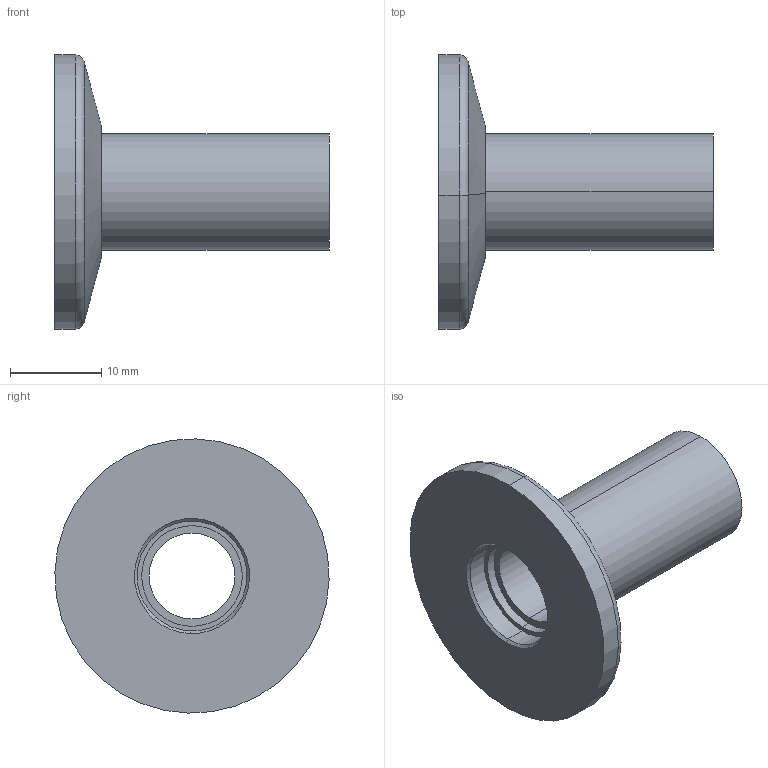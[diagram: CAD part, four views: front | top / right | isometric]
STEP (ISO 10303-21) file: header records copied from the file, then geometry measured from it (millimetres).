
FILE_DESCRIPTION (( 'STEP AP214' ), '1' );
FILE_NAME ('Hositrad_KO10-13.STEP', '2011-09-28T09:36:00', ( '' ), ( '' ), 'SwSTEP 2.0', 'SolidWorks 2011', '' );
FILE_SCHEMA (( 'AUTOMOTIVE_DESIGN' ));
Length unit declared in the file: millimetre
Products named in the file (3): Tube-all_D12.7L26,5; Hositrad_KO10-13; KF10WS-All_KF10-13
Assembly tree (2 placements, depth 2):
  Hositrad_KO10-13
    Tube-all_D12.7L26,5
    KF10WS-All_KF10-13
Bounding box: 30 x 29.99 x 29.99 mm (x, y, z)
Volume: 3886.5 mm3; surface area: 3645.1 mm2
Topology: 2 solids, 2 shells, 24 faces, 48 edges, 30 vertices
Faces by surface type: cylinder 12, plane 6, cone 4, torus 2
Entity records: 754 total; most frequent: DIRECTION 138, CARTESIAN_POINT 107, ORIENTED_EDGE 96, AXIS2_PLACEMENT_3D 61, EDGE_CURVE 48, CIRCLE 32, VERTEX_POINT 30, EDGE_LOOP 30
